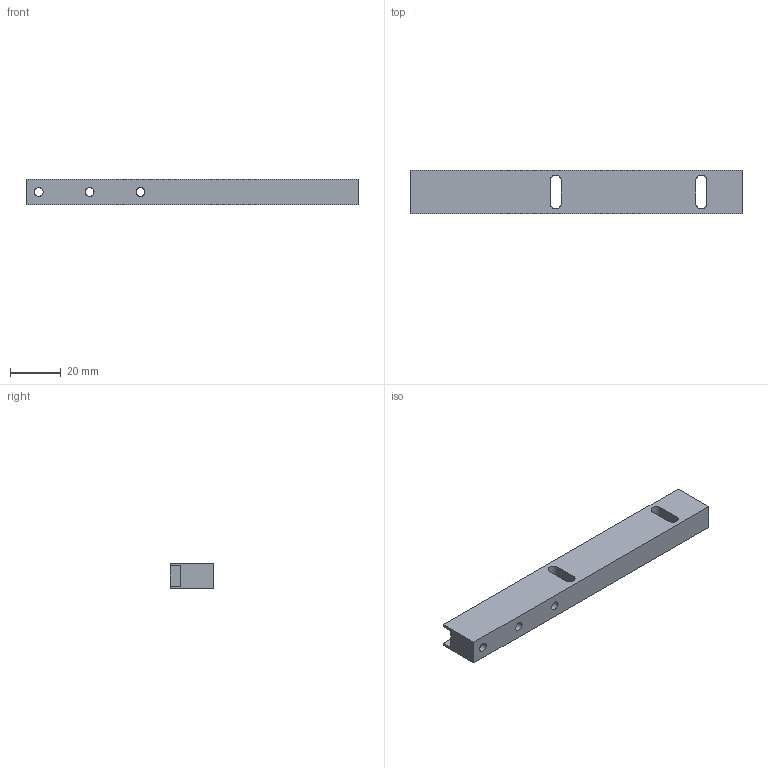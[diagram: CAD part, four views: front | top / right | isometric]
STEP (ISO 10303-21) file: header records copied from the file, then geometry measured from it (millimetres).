
FILE_DESCRIPTION(/* description */ ('Alibre Inc.'),/* implementation_level */ '2;1');
FILE_NAME(/* name */ 'export-F9C46BA0-73AA-4C3A-B9B5-5E1C7C9A4D78',/* time_stamp */ '2024-10-11T15:05:41-07:00',/* author */ (''),/* organization */ (''),/* preprocessor_version */ 'ST-DEVELOPER v17',/* originating_system */ 'Alibre',/* authorisation */ '');
FILE_SCHEMA (('CONFIG_CONTROL_DESIGN'));
Length unit declared in the file: centimetre
Bounding box: 130.5 x 17 x 10 mm (x, y, z)
Volume: 19145.3 mm3; surface area: 8575.4 mm2
Topology: 1 solids, 1 shells, 21 faces, 57 edges, 38 vertices
Faces by surface type: plane 14, cylinder 7
Full cylindrical faces by diameter (mm): 3.5 x3
Entity records: 737 total; most frequent: CARTESIAN_POINT 112, ORIENTED_EDGE 108, DIRECTION 95, EDGE_CURVE 54, VECTOR 39, LINE 39, VERTEX_POINT 38, AXIS2_PLACEMENT_3D 35
